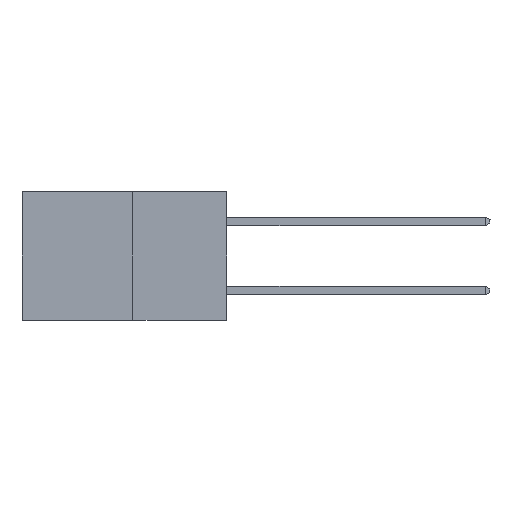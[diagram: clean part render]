
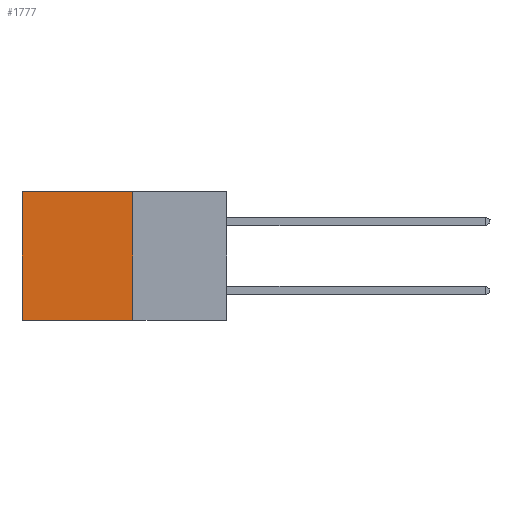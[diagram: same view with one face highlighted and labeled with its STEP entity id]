
A CAD part, left-side view. The second image highlights one B-rep face of the part: STEP entity #1777.
In plain terms, the highlighted planar face has unit normal (-1, 0, 0).
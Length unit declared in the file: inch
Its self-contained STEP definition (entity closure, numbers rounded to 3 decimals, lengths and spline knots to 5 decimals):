
#229 = DIRECTION ( 'NONE',  ( 0., 1., 0. ) ) ;
#516 = LINE ( 'NONE', #7386, #5266 ) ;
#526 = CARTESIAN_POINT ( 'NONE',  ( 0.277, 0.27, -0.37 ) ) ;
#549 = ORIENTED_EDGE ( 'NONE', *, *, #9520, .F. ) ;
#711 = VERTEX_POINT ( 'NONE', #4075 ) ;
#814 = FACE_OUTER_BOUND ( 'NONE', #2237, .T. ) ;
#825 = CARTESIAN_POINT ( 'NONE',  ( 0.277, 0.27, -0.37 ) ) ;
#882 = EDGE_CURVE ( 'NONE', #7843, #711, #7801, .T. ) ;
#900 = LINE ( 'NONE', #4200, #8709 ) ;
#1250 = ORIENTED_EDGE ( 'NONE', *, *, #4196, .T. ) ;
#1777 = ADVANCED_FACE ( 'NONE', ( #814 ), #6606, .F. ) ;
#1826 = CARTESIAN_POINT ( 'NONE',  ( 0.277, 0.59, 0. ) ) ;
#2237 = EDGE_LOOP ( 'NONE', ( #2767, #2553, #549, #1250 ) ) ;
#2553 = ORIENTED_EDGE ( 'NONE', *, *, #882, .F. ) ;
#2767 = ORIENTED_EDGE ( 'NONE', *, *, #3973, .T. ) ;
#3082 = AXIS2_PLACEMENT_3D ( 'NONE', #7850, #4184, #4141 ) ;
#3252 = CARTESIAN_POINT ( 'NONE',  ( 0.277, 0.27, 0. ) ) ;
#3925 = VECTOR ( 'NONE', #229, 39.37008 ) ;
#3973 = EDGE_CURVE ( 'NONE', #8299, #711, #900, .T. ) ;
#4011 = DIRECTION ( 'NONE',  ( 0., 0., -1. ) ) ;
#4075 = CARTESIAN_POINT ( 'NONE',  ( 0.277, 0.59, -0.37 ) ) ;
#4141 = DIRECTION ( 'NONE',  ( 0., 0., -1. ) ) ;
#4184 = DIRECTION ( 'NONE',  ( 1., 0., 0. ) ) ;
#4196 = EDGE_CURVE ( 'NONE', #7326, #8299, #516, .T. ) ;
#4200 = CARTESIAN_POINT ( 'NONE',  ( 0.277, 0.59, -0.37 ) ) ;
#4621 = LINE ( 'NONE', #526, #6119 ) ;
#5266 = VECTOR ( 'NONE', #6672, 39.37008 ) ;
#6119 = VECTOR ( 'NONE', #7490, 39.37008 ) ;
#6606 = PLANE ( 'NONE',  #3082 ) ;
#6672 = DIRECTION ( 'NONE',  ( 0., 1., 0. ) ) ;
#6748 = CARTESIAN_POINT ( 'NONE',  ( 0.277, 0.27, -0.37 ) ) ;
#7326 = VERTEX_POINT ( 'NONE', #3252 ) ;
#7386 = CARTESIAN_POINT ( 'NONE',  ( 0.277, 0.27, 0. ) ) ;
#7490 = DIRECTION ( 'NONE',  ( 0., 0., -1. ) ) ;
#7801 = LINE ( 'NONE', #825, #3925 ) ;
#7843 = VERTEX_POINT ( 'NONE', #6748 ) ;
#7850 = CARTESIAN_POINT ( 'NONE',  ( 0.277, 0.27, -0.37 ) ) ;
#8299 = VERTEX_POINT ( 'NONE', #1826 ) ;
#8709 = VECTOR ( 'NONE', #4011, 39.37008 ) ;
#9520 = EDGE_CURVE ( 'NONE', #7326, #7843, #4621, .T. ) ;
